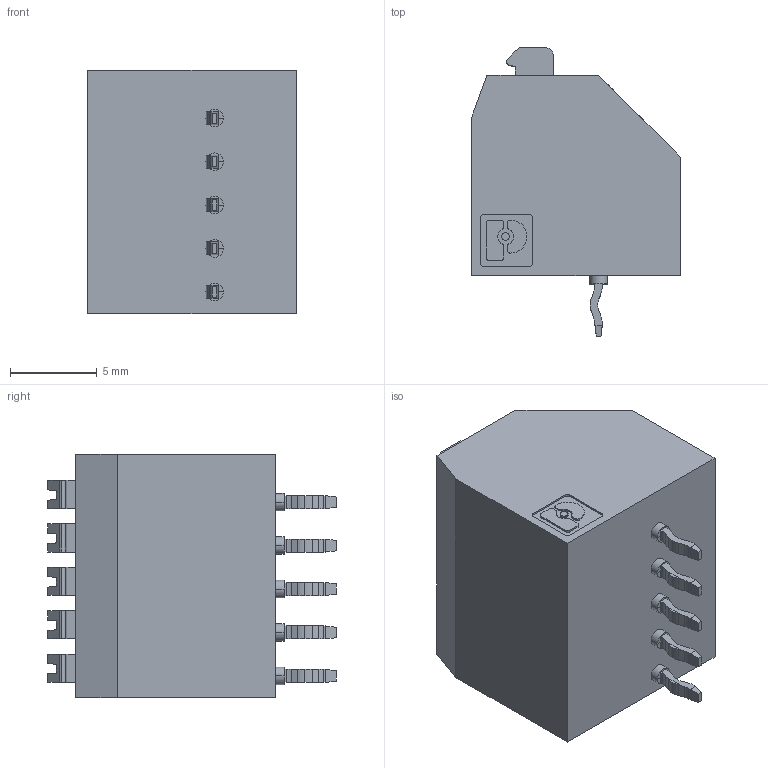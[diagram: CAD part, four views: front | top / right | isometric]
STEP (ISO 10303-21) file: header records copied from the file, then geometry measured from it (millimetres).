
FILE_DESCRIPTION(('SolidDesigner STEP Export'),'2;1');
FILE_NAME('ptsa0.5-5-2.5-f.stp','2004-03-12T 9:49:31',(''),(''),'OneSpaceDesigner STEP processor Version: 9.0 (March 2001)for AP214(CD)(Solid Model)','CoCreate OneSpaceDesigner: 11.50A 18-Jul-2002(C) CoCreate Software GmbH','');
FILE_SCHEMA(('AUTOMOTIVE_DESIGN_CC2 {1 2 10303 214 -1 1 5 1}'));
Length unit declared in the file: millimetre
Products named in the file (2): ptsa0.5-5-2.5-f
Assembly tree (1 placements, depth 2):
  ptsa0.5-5-2.5-f
    ptsa0.5-5-2.5-f
Bounding box: 12 x 16.6 x 14 mm (x, y, z)
Volume: 1642.1 mm3; surface area: 1226.1 mm2
Topology: 1 solids, 1 shells, 407 faces, 1109 edges, 718 vertices
Faces by surface type: plane 280, cylinder 117, cone 10
Entity records: 16424 total; most frequent: CARTESIAN_POINT 3058, ORIENTED_EDGE 2218, DIRECTION 1985, EDGE_CURVE 1109, VECTOR 795, LINE 795, VERTEX_POINT 718, AXIS2_PLACEMENT_3D 595
